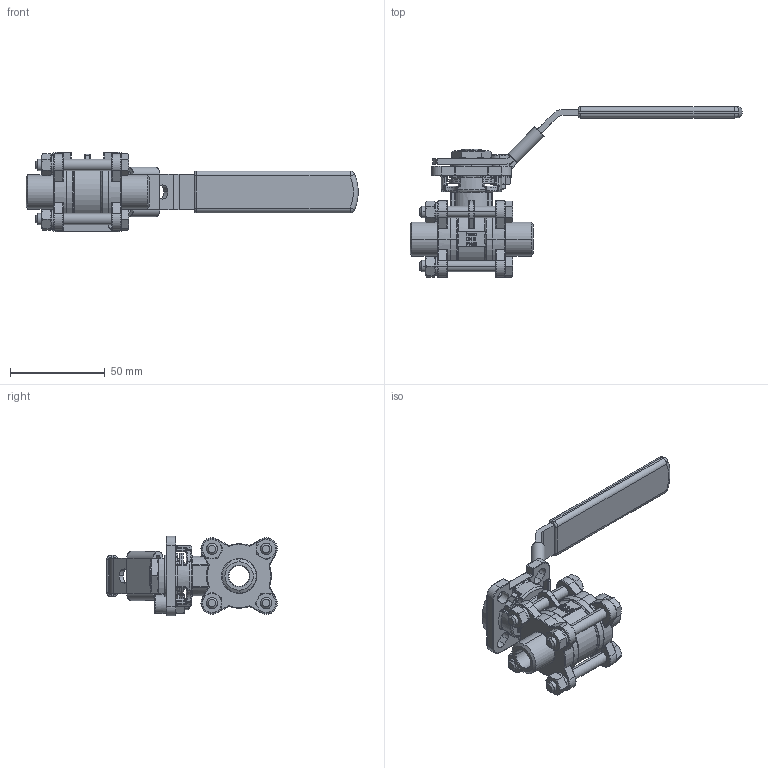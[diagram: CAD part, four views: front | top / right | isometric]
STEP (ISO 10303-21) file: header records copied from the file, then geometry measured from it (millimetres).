
FILE_DESCRIPTION (( 'STEP AP214' ), '1' );
FILE_NAME ('K3-014-0SS-4 Kugelhahn 1801.STEP', '2018-01-03T08:51:05', ( '' ), ( '' ), 'SwSTEP 2.0', 'SolidWorks 2016', '' );
FILE_SCHEMA (( 'AUTOMOTIVE_DESIGN' ));
Length unit declared in the file: millimetre
Products named in the file (1): K3-014-0SS-4 Kugelhahn 1801
Bounding box: 175.42 x 90.22 x 42 mm (x, y, z)
Volume: 78064.5 mm3; surface area: 32713.6 mm2
Topology: 1 solids, 9 shells, 1721 faces, 4206 edges, 2481 vertices
Faces by surface type: plane 506, cylinder 392, bspline 375, torus 263, cone 143, sphere 42
Entity records: 69509 total; most frequent: CARTESIAN_POINT 27614, ORIENTED_EDGE 8280, DIRECTION 7359, EDGE_CURVE 4140, AXIS2_PLACEMENT_3D 2859, VERTEX_POINT 2481, EDGE_LOOP 1815, ADVANCED_FACE 1721
